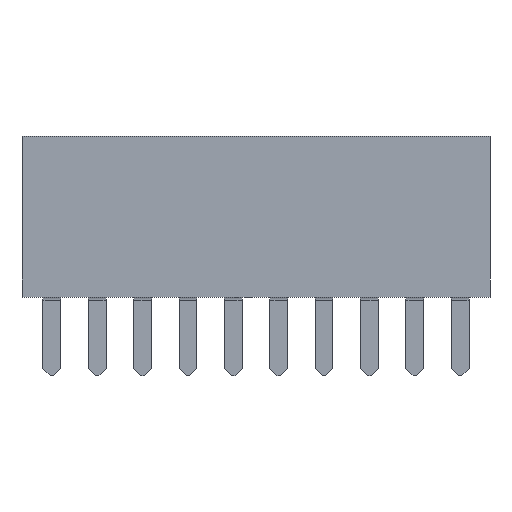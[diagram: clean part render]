
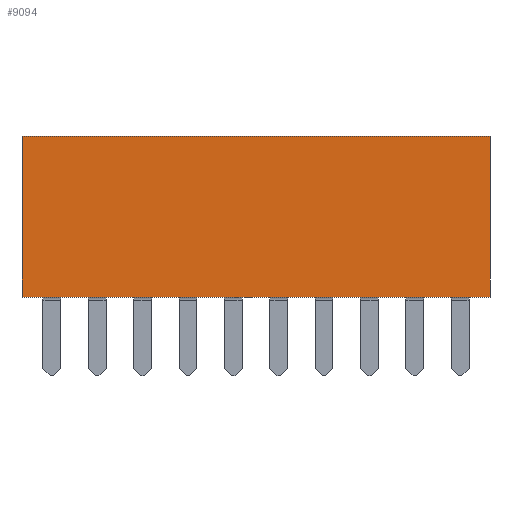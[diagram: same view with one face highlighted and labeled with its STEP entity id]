
A CAD part, front view. The second image highlights one B-rep face of the part: STEP entity #9094.
In plain terms, the highlighted planar face has unit normal (0, -1, 0).
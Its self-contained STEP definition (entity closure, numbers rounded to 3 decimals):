
#950=ORIENTED_EDGE('',*,*,#3456,.F.);
#951=ORIENTED_EDGE('',*,*,#3467,.F.);
#952=ORIENTED_EDGE('',*,*,#3465,.F.);
#953=ORIENTED_EDGE('',*,*,#2906,.F.);
#2906=EDGE_CURVE('',#4228,#4229,#5080,.T.);
#3456=EDGE_CURVE('',#4699,#4228,#5630,.T.);
#3465=EDGE_CURVE('',#4229,#4702,#5639,.T.);
#3467=EDGE_CURVE('',#4702,#4699,#5641,.T.);
#4228=VERTEX_POINT('',#12572);
#4229=VERTEX_POINT('',#12574);
#4699=VERTEX_POINT('',#13653);
#4702=VERTEX_POINT('',#13662);
#5080=LINE('',#12573,#6342);
#5630=LINE('',#13654,#6892);
#5639=LINE('',#13670,#6901);
#5641=LINE('',#13673,#6903);
#6342=VECTOR('',#10152,1000.);
#6892=VECTOR('',#10822,1000.);
#6901=VECTOR('',#10833,1000.);
#6903=VECTOR('',#10837,1000.);
#7650=EDGE_LOOP('',(#950,#951,#952,#953));
#8168=FACE_BOUND('',#7650,.T.);
#8646=PLANE('',#9599);
#9094=ADVANCED_FACE('',(#8168),#8646,.F.);
#9599=AXIS2_PLACEMENT_3D('',#13677,#10842,#10843);
#10152=DIRECTION('',(1.,0.,0.));
#10822=DIRECTION('',(0.,0.,1.));
#10833=DIRECTION('',(0.,0.,-1.));
#10837=DIRECTION('',(-1.,0.,0.));
#10842=DIRECTION('',(0.,1.,0.));
#10843=DIRECTION('',(0.,0.,1.));
#12572=CARTESIAN_POINT('',(-6.55,-1.5,2.25));
#12573=CARTESIAN_POINT('',(-6.55,-1.5,2.25));
#12574=CARTESIAN_POINT('',(6.55,-1.5,2.25));
#13653=CARTESIAN_POINT('',(-6.55,-1.5,-2.25));
#13654=CARTESIAN_POINT('',(-6.55,-1.5,-2.25));
#13662=CARTESIAN_POINT('',(6.55,-1.5,-2.25));
#13670=CARTESIAN_POINT('',(6.55,-1.5,2.25));
#13673=CARTESIAN_POINT('',(6.55,-1.5,-2.25));
#13677=CARTESIAN_POINT('',(0.,-1.5,0.));
